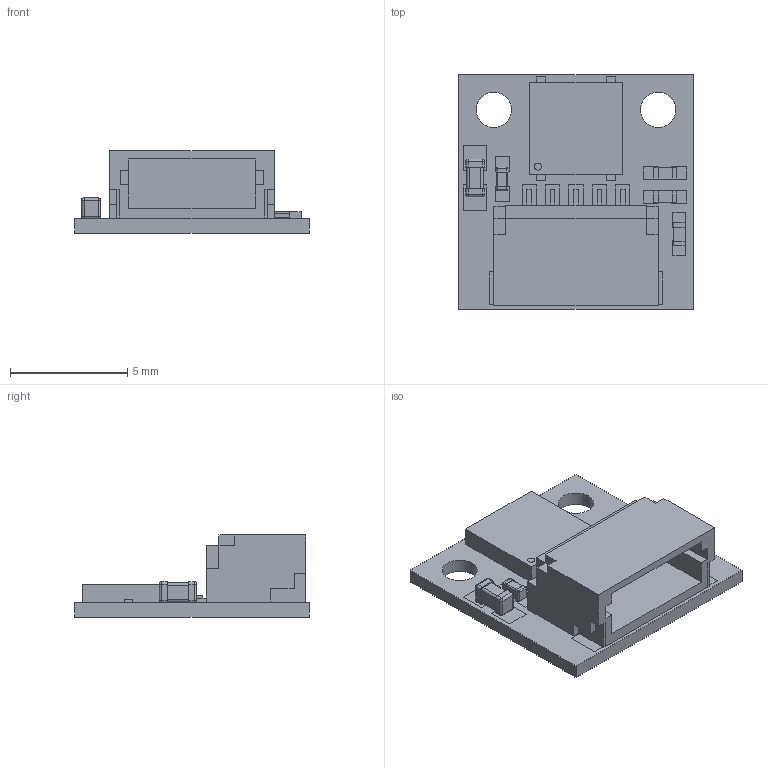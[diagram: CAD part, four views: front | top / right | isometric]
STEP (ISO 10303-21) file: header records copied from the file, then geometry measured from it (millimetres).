
FILE_DESCRIPTION(('FreeCAD Model'),'2;1');
FILE_NAME('Wireling_IR_RECEIVER_AST1008_REV1-STEP.step','2020-07-27T14:35:58',('Author'),(''), 'Open CASCADE STEP processor 7.4','FreeCAD','Unknown');
FILE_SCHEMA(('AUTOMOTIVE_DESIGN { 1 0 10303 214 1 1 1 1 }'));
Length unit declared in the file: millimetre
Products named in the file (1): Wireling_IR_RECEIVER_AST1008_REV1-STEP
Bounding box: 10 x 10 x 3.5 mm (x, y, z)
Volume: 178.2 mm3; surface area: 742.2 mm2
Topology: 67 solids, 67 shells, 605 faces, 1820 edges, 1759 vertices
Faces by surface type: plane 509, cylinder 72, sphere 24
Full cylindrical faces by diameter (mm): 1.502 x4
Entity records: 45824 total; most frequent: CARTESIAN_POINT 7765, DIRECTION 5789, LINE 3861, VECTOR 3861, ORIENTED_EDGE 2680, PCURVE 2680, DEFINITIONAL_REPRESENTATION 2680, EDGE_CURVE 1340
